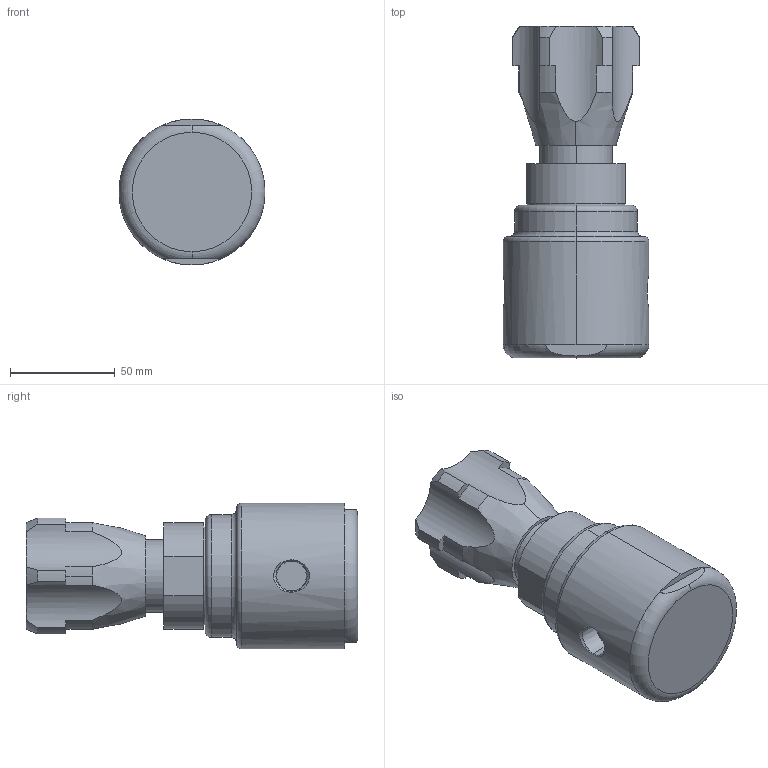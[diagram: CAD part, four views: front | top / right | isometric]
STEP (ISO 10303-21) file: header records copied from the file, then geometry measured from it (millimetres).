
FILE_DESCRIPTION (( 'STEP AP203' ), '1' );
FILE_NAME ('JRH-038-6L-BA-SK.STEP', '2017-09-14T15:06:56', ( '' ), ( '' ), 'SwSTEP 2.0', 'SolidWorks 2014', '' );
FILE_SCHEMA (( 'CONFIG_CONTROL_DESIGN' ));
Length unit declared in the file: inch
Products named in the file (1): JRH-038-6L-BA-SK
Bounding box: 69.85 x 158.75 x 69.85 mm (x, y, z)
Volume: 411470 mm3; surface area: 38645.8 mm2
Topology: 1 solids, 1 shells, 78 faces, 192 edges, 123 vertices
Faces by surface type: cylinder 32, plane 21, cone 17, torus 8
Entity records: 2943 total; most frequent: CARTESIAN_POINT 974, DIRECTION 427, ORIENTED_EDGE 384, EDGE_CURVE 192, AXIS2_PLACEMENT_3D 185, VERTEX_POINT 123, CIRCLE 106, EDGE_LOOP 85
